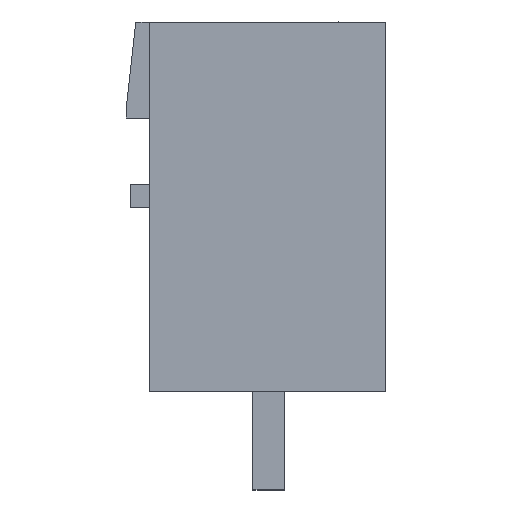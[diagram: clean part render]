
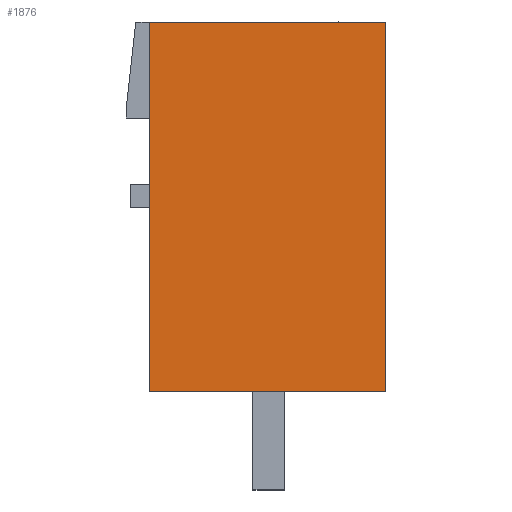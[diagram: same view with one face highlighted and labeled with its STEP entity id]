
A CAD part, left-side view. The second image highlights one B-rep face of the part: STEP entity #1876.
In plain terms, the highlighted planar face has unit normal (-1, 0, 0).
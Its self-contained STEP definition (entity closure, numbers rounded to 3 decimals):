
#1856=AXIS2_PLACEMENT_3D('Plane Axis2P3D',#1853,#1854,#1855) ;
#913=CARTESIAN_POINT('Vertex',(0.,0.,3.2)) ;
#916=CARTESIAN_POINT('Line Origine',(0.,3.84,3.2)) ;
#920=CARTESIAN_POINT('Vertex',(0.,7.68,3.2)) ;
#1357=CARTESIAN_POINT('Vertex',(0.,0.,15.2)) ;
#1360=CARTESIAN_POINT('Line Origine',(0.,0.,9.2)) ;
#1853=CARTESIAN_POINT('Axis2P3D Location',(0.,-1.5,3.2)) ;
#1858=CARTESIAN_POINT('Line Origine',(0.,7.68,9.2)) ;
#1862=CARTESIAN_POINT('Vertex',(0.,7.68,15.2)) ;
#1865=CARTESIAN_POINT('Line Origine',(0.,3.84,15.2)) ;
#917=DIRECTION('Vector Direction',(0.,-1.,0.)) ;
#1361=DIRECTION('Vector Direction',(0.,0.,-1.)) ;
#1854=DIRECTION('Axis2P3D Direction',(-1.,0.,0.)) ;
#1855=DIRECTION('Axis2P3D XDirection',(0.,0.,1.)) ;
#1859=DIRECTION('Vector Direction',(0.,0.,-1.)) ;
#1866=DIRECTION('Vector Direction',(0.,-1.,0.)) ;
#918=VECTOR('Line Direction',#917,1.) ;
#1362=VECTOR('Line Direction',#1361,1.) ;
#1860=VECTOR('Line Direction',#1859,1.) ;
#1867=VECTOR('Line Direction',#1866,1.) ;
#1871=ORIENTED_EDGE('',*,*,#1864,.T.) ;
#1872=ORIENTED_EDGE('',*,*,#922,.T.) ;
#1873=ORIENTED_EDGE('',*,*,#1364,.T.) ;
#1874=ORIENTED_EDGE('',*,*,#1869,.T.) ;
#1876=ADVANCED_FACE('HOUSING',(#1875),#1857,.T.) ;
#922=EDGE_CURVE('',#921,#914,#919,.T.) ;
#1364=EDGE_CURVE('',#914,#1358,#1363,.F.) ;
#1864=EDGE_CURVE('',#1863,#921,#1861,.T.) ;
#1869=EDGE_CURVE('',#1358,#1863,#1868,.F.) ;
#1870=EDGE_LOOP('',(#1871,#1872,#1873,#1874)) ;
#1875=FACE_OUTER_BOUND('',#1870,.T.) ;
#919=LINE('Line',#916,#918) ;
#1363=LINE('Line',#1360,#1362) ;
#1861=LINE('Line',#1858,#1860) ;
#1868=LINE('Line',#1865,#1867) ;
#1857=PLANE('',#1856) ;
#914=VERTEX_POINT('',#913) ;
#921=VERTEX_POINT('',#920) ;
#1358=VERTEX_POINT('',#1357) ;
#1863=VERTEX_POINT('',#1862) ;
